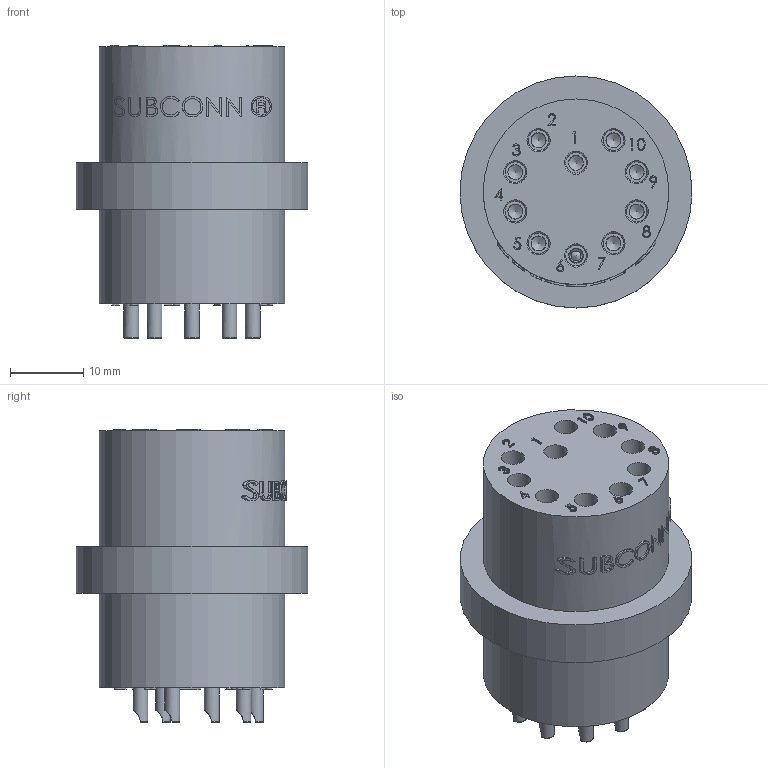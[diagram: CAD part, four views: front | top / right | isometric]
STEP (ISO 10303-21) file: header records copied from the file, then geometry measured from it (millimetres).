
FILE_DESCRIPTION(/* description */ (''),/* implementation_level */ '2;1');
FILE_NAME(/* name */ 'MCAT10F.stp',/* time_stamp */ '2023-03-14T14:32:27+01:00',/* author */ ('sh'),/* organization */ (''),/* preprocessor_version */ 'ST-DEVELOPER v19.2',/* originating_system */ 'Autodesk Inventor 2023',/* authorisation */ '');
FILE_SCHEMA (('AUTOMOTIVE_DESIGN { 1 0 10303 214 3 1 1 }'));
Products named in the file (1): Part6
Bounding box: 31.75 x 31.75 x 40.16 mm (x, y, z)
Volume: 18807.5 mm3; surface area: 7011.1 mm2
Topology: 1 solids, 11 shells, 920 faces, 2525 edges, 1677 vertices
Faces by surface type: plane 383, bspline 210, cylinder 137, torus 120, cone 70
Full cylindrical faces by diameter (mm): 1.321 x10, 2.032 x10, 2.037 x10, 2.057 x10, 2.723 x10, 2.743 x10, 3.175 x50, 25.4 x2, 31.75 x1
Entity records: 45143 total; most frequent: CARTESIAN_POINT 22027, ORIENTED_EDGE 5010, DIRECTION 3998, EDGE_CURVE 2505, VERTEX_POINT 1677, AXIS2_PLACEMENT_3D 1451, LINE 1096, VECTOR 1096
